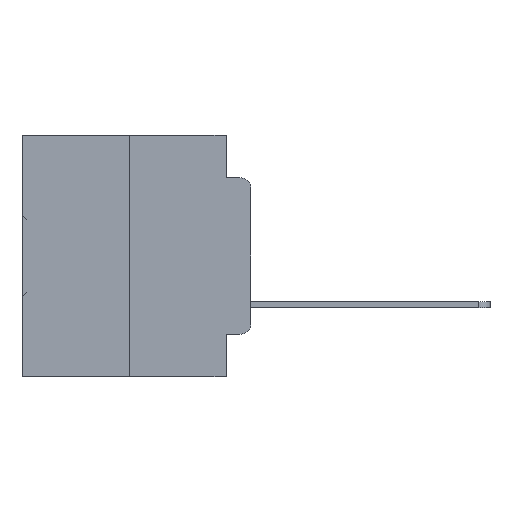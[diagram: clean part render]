
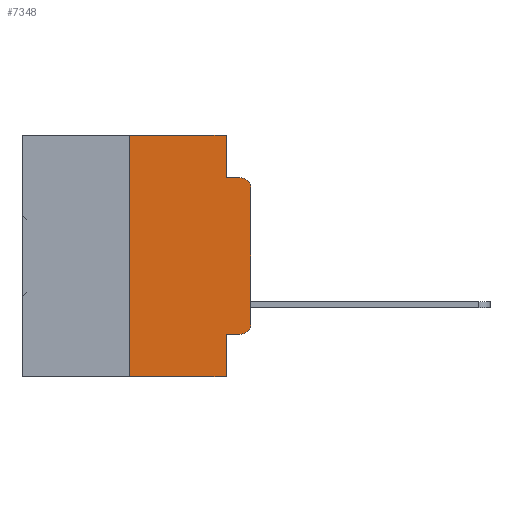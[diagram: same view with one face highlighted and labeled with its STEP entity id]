
A CAD part, left-side view. The second image highlights one B-rep face of the part: STEP entity #7348.
In plain terms, the highlighted planar face has unit normal (-1, 0, 0).
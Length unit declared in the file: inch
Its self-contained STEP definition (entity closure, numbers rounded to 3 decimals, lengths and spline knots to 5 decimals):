
#507 = CARTESIAN_POINT ( 'NONE',  ( 0., 0.051, 0. ) ) ;
#1050 = CARTESIAN_POINT ( 'NONE',  ( 0., 0.051, -0.0885 ) ) ;
#1287 = ORIENTED_EDGE ( 'NONE', *, *, #6321, .F. ) ;
#1472 = LINE ( 'NONE', #12875, #22546 ) ;
#1710 = VECTOR ( 'NONE', #28846, 39.37008 ) ;
#2063 = DIRECTION ( 'NONE',  ( 0., 0., -1. ) ) ;
#3511 = VECTOR ( 'NONE', #24590, 39.37008 ) ;
#3807 = AXIS2_PLACEMENT_3D ( 'NONE', #35511, #19369, #2063 ) ;
#4127 = VERTEX_POINT ( 'NONE', #33124 ) ;
#4381 = EDGE_CURVE ( 'NONE', #28014, #21310, #27368, .T. ) ;
#4553 = ORIENTED_EDGE ( 'NONE', *, *, #29629, .F. ) ;
#5436 = ORIENTED_EDGE ( 'NONE', *, *, #19809, .T. ) ;
#5470 = LINE ( 'NONE', #6859, #27122 ) ;
#6160 = CARTESIAN_POINT ( 'NONE',  ( 0., 0.25, 0. ) ) ;
#6321 = EDGE_CURVE ( 'NONE', #21310, #29064, #18484, .T. ) ;
#6360 = ORIENTED_EDGE ( 'NONE', *, *, #25989, .T. ) ;
#6859 = CARTESIAN_POINT ( 'NONE',  ( 0., 0.051, 0. ) ) ;
#7348 = ADVANCED_FACE ( 'NONE', ( #21408 ), #20340, .F. ) ;
#8819 = CIRCLE ( 'NONE', #14089, 0.02 ) ;
#8870 = VERTEX_POINT ( 'NONE', #14332 ) ;
#9462 = CARTESIAN_POINT ( 'NONE',  ( 0., 0.02, -0.3915 ) ) ;
#10420 = VERTEX_POINT ( 'NONE', #14627 ) ;
#10544 = ORIENTED_EDGE ( 'NONE', *, *, #16649, .T. ) ;
#12486 = DIRECTION ( 'NONE',  ( 0., 0., -1. ) ) ;
#12875 = CARTESIAN_POINT ( 'NONE',  ( 0., 0.473, -0.5 ) ) ;
#12935 = DIRECTION ( 'NONE',  ( 0., -1., 0. ) ) ;
#14089 = AXIS2_PLACEMENT_3D ( 'NONE', #9462, #29007, #12486 ) ;
#14332 = CARTESIAN_POINT ( 'NONE',  ( 0., 0.051, -0.5 ) ) ;
#14413 = EDGE_CURVE ( 'NONE', #14620, #28014, #22723, .T. ) ;
#14620 = VERTEX_POINT ( 'NONE', #6160 ) ;
#14627 = CARTESIAN_POINT ( 'NONE',  ( 0., 0.02, -0.4115 ) ) ;
#14778 = DIRECTION ( 'NONE',  ( 1., 0., 0. ) ) ;
#14851 = CARTESIAN_POINT ( 'NONE',  ( 0., 0.051, 0. ) ) ;
#15024 = VERTEX_POINT ( 'NONE', #35938 ) ;
#15413 = VECTOR ( 'NONE', #35761, 39.37008 ) ;
#15588 = DIRECTION ( 'NONE',  ( 0., 0., -1. ) ) ;
#16116 = EDGE_CURVE ( 'NONE', #4127, #29064, #17058, .T. ) ;
#16649 = EDGE_CURVE ( 'NONE', #28582, #8870, #1472, .T. ) ;
#17058 = CIRCLE ( 'NONE', #3807, 0.02 ) ;
#17384 = AXIS2_PLACEMENT_3D ( 'NONE', #33792, #14778, #23072 ) ;
#17465 = CARTESIAN_POINT ( 'NONE',  ( 0., 0.02, -0.0885 ) ) ;
#17654 = VECTOR ( 'NONE', #12935, 39.37008 ) ;
#17704 = ORIENTED_EDGE ( 'NONE', *, *, #4381, .F. ) ;
#18484 = LINE ( 'NONE', #1050, #17654 ) ;
#18513 = DIRECTION ( 'NONE',  ( 0., -1., 0. ) ) ;
#19369 = DIRECTION ( 'NONE',  ( -1., 0., 0. ) ) ;
#19389 = DIRECTION ( 'NONE',  ( 0., 0., 1. ) ) ;
#19480 = CARTESIAN_POINT ( 'NONE',  ( 0., 0.051, -0.4115 ) ) ;
#19809 = EDGE_CURVE ( 'NONE', #15024, #4127, #29590, .T. ) ;
#20263 = ORIENTED_EDGE ( 'NONE', *, *, #14413, .F. ) ;
#20340 = PLANE ( 'NONE',  #17384 ) ;
#21310 = VERTEX_POINT ( 'NONE', #32586 ) ;
#21408 = FACE_OUTER_BOUND ( 'NONE', #36145, .T. ) ;
#21567 = ORIENTED_EDGE ( 'NONE', *, *, #22307, .T. ) ;
#21828 = CARTESIAN_POINT ( 'NONE',  ( 0., 0.25, 0. ) ) ;
#22307 = EDGE_CURVE ( 'NONE', #10420, #15024, #8819, .T. ) ;
#22546 = VECTOR ( 'NONE', #18513, 39.37008 ) ;
#22723 = LINE ( 'NONE', #33123, #15413 ) ;
#22836 = ORIENTED_EDGE ( 'NONE', *, *, #31426, .F. ) ;
#23072 = DIRECTION ( 'NONE',  ( 0., 0., -1. ) ) ;
#23093 = CARTESIAN_POINT ( 'NONE',  ( 0., 0.25, -0.5 ) ) ;
#24468 = LINE ( 'NONE', #26118, #1710 ) ;
#24590 = DIRECTION ( 'NONE',  ( 0., 0., 1. ) ) ;
#25989 = EDGE_CURVE ( 'NONE', #32152, #10420, #24468, .T. ) ;
#26118 = CARTESIAN_POINT ( 'NONE',  ( 0., 0.051, -0.4115 ) ) ;
#26166 = LINE ( 'NONE', #21828, #3511 ) ;
#27122 = VECTOR ( 'NONE', #15588, 39.37008 ) ;
#27368 = LINE ( 'NONE', #507, #33621 ) ;
#28014 = VERTEX_POINT ( 'NONE', #14851 ) ;
#28582 = VERTEX_POINT ( 'NONE', #23093 ) ;
#28846 = DIRECTION ( 'NONE',  ( 0., -1., 0. ) ) ;
#29007 = DIRECTION ( 'NONE',  ( -1., 0., 0. ) ) ;
#29064 = VERTEX_POINT ( 'NONE', #17465 ) ;
#29590 = LINE ( 'NONE', #29621, #35773 ) ;
#29621 = CARTESIAN_POINT ( 'NONE',  ( 0., 0., 0. ) ) ;
#29629 = EDGE_CURVE ( 'NONE', #32152, #8870, #5470, .T. ) ;
#29634 = ORIENTED_EDGE ( 'NONE', *, *, #16116, .T. ) ;
#31426 = EDGE_CURVE ( 'NONE', #28582, #14620, #26166, .T. ) ;
#32152 = VERTEX_POINT ( 'NONE', #19480 ) ;
#32586 = CARTESIAN_POINT ( 'NONE',  ( 0., 0.051, -0.0885 ) ) ;
#33123 = CARTESIAN_POINT ( 'NONE',  ( 0., 0.473, 0. ) ) ;
#33124 = CARTESIAN_POINT ( 'NONE',  ( 0., 0., -0.1085 ) ) ;
#33621 = VECTOR ( 'NONE', #34142, 39.37008 ) ;
#33792 = CARTESIAN_POINT ( 'NONE',  ( 0., 0.473, 0. ) ) ;
#34142 = DIRECTION ( 'NONE',  ( 0., 0., -1. ) ) ;
#35511 = CARTESIAN_POINT ( 'NONE',  ( 0., 0.02, -0.1085 ) ) ;
#35761 = DIRECTION ( 'NONE',  ( 0., -1., 0. ) ) ;
#35773 = VECTOR ( 'NONE', #19389, 39.37008 ) ;
#35938 = CARTESIAN_POINT ( 'NONE',  ( 0., 0., -0.3915 ) ) ;
#36145 = EDGE_LOOP ( 'NONE', ( #5436, #29634, #1287, #17704, #20263, #22836, #10544, #4553, #6360, #21567 ) ) ;
